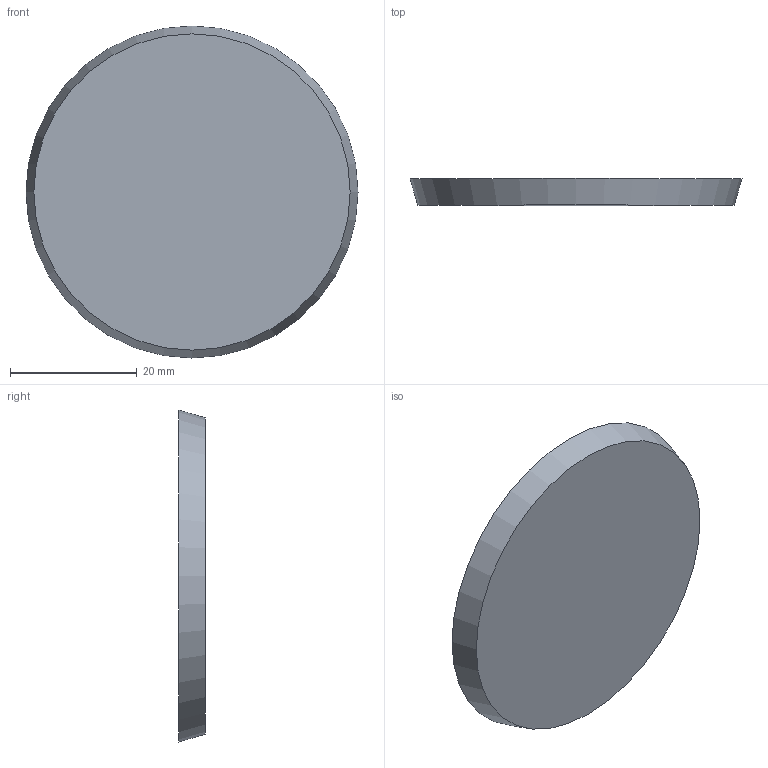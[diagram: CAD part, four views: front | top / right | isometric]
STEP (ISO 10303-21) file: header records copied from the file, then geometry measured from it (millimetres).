
FILE_DESCRIPTION(('FreeCAD Model'),'2;1');
FILE_NAME('Open CASCADE Shape Model','2025-04-07T21:05:13',(''),(''), 'Open CASCADE STEP processor 7.7','FreeCAD','Unknown');
FILE_SCHEMA(('AUTOMOTIVE_DESIGN { 1 0 10303 214 1 1 1 1 }'));
Length unit declared in the file: millimetre
Products named in the file (1): Revolution
Bounding box: 52.48 x 4.19 x 52.48 mm (x, y, z)
Volume: 7131.2 mm3; surface area: 2666.9 mm2
Topology: 1 solids, 1 shells, 3 faces, 3 edges, 2 vertices
Faces by surface type: plane 1, cone 1, revolution 1
Entity records: 95 total; most frequent: DIRECTION 16, CARTESIAN_POINT 12, ORIENTED_EDGE 8, AXIS2_PLACEMENT_3D 7, EDGE_CURVE 4, CIRCLE 4, ADVANCED_FACE 3, FACE_BOUND 3
